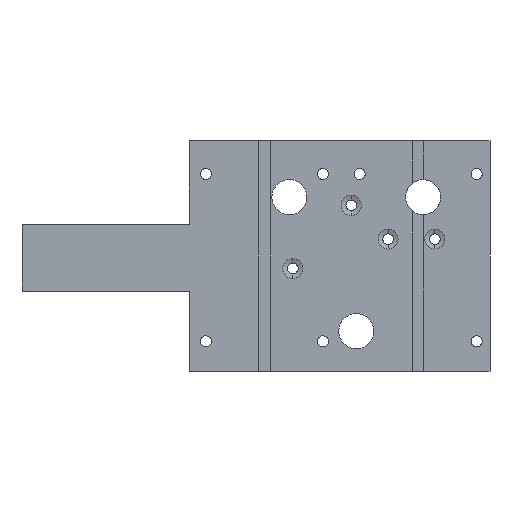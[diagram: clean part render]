
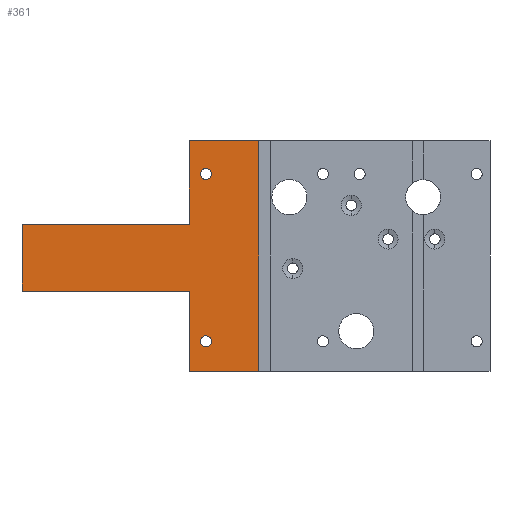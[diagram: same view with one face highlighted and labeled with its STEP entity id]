
A CAD part, front view. The second image highlights one B-rep face of the part: STEP entity #361.
In plain terms, the highlighted planar face has unit normal (0, -1, 0).
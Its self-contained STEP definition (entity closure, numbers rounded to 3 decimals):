
#70 = VERTEX_POINT ( 'NONE', #801 ) ;
#79 = CARTESIAN_POINT ( 'NONE',  ( -29.25, -14.5, 37. ) ) ;
#84 = EDGE_CURVE ( 'NONE', #2415, #3084, #779, .T. ) ;
#94 = FACE_OUTER_BOUND ( 'NONE', #579, .T. ) ;
#126 = VERTEX_POINT ( 'NONE', #2291 ) ;
#142 = EDGE_CURVE ( 'NONE', #70, #2525, #3871, .T. ) ;
#143 = CARTESIAN_POINT ( 'NONE',  ( -29.25, -14.5, -32. ) ) ;
#182 = CIRCLE ( 'NONE', #2887, 1.65 ) ;
#199 = DIRECTION ( 'NONE',  ( 0., 0., 1. ) ) ;
#230 = ORIENTED_EDGE ( 'NONE', *, *, #3543, .F. ) ;
#262 = DIRECTION ( 'NONE',  ( 0., 0., 1. ) ) ;
#343 = AXIS2_PLACEMENT_3D ( 'NONE', #3831, #3271, #3541 ) ;
#355 = PLANE ( 'NONE',  #503 ) ;
#361 = ADVANCED_FACE ( 'NONE', ( #94, #2477, #2156 ), #355, .T. ) ;
#374 = DIRECTION ( 'NONE',  ( 0., -1., 0. ) ) ;
#389 = DIRECTION ( 'NONE',  ( 1., 0., 0. ) ) ;
#444 = DIRECTION ( 'NONE',  ( 0., 0., 1. ) ) ;
#462 = EDGE_CURVE ( 'NONE', #3342, #3121, #182, .T. ) ;
#475 = CIRCLE ( 'NONE', #343, 1.65 ) ;
#503 = AXIS2_PLACEMENT_3D ( 'NONE', #3670, #374, #389 ) ;
#538 = DIRECTION ( 'NONE',  ( 0., 0., 1. ) ) ;
#579 = EDGE_LOOP ( 'NONE', ( #3341, #3344, #1966, #230, #2160, #3841, #1011, #3021 ) ) ;
#629 = LINE ( 'NONE', #2968, #1308 ) ;
#690 = EDGE_CURVE ( 'NONE', #70, #2906, #1118, .T. ) ;
#736 = CARTESIAN_POINT ( 'NONE',  ( -45., -14.5, 27. ) ) ;
#779 = LINE ( 'NONE', #3758, #1066 ) ;
#801 = CARTESIAN_POINT ( 'NONE',  ( -50., -14.5, -32. ) ) ;
#894 = DIRECTION ( 'NONE',  ( 0., 0., -1. ) ) ;
#1011 = ORIENTED_EDGE ( 'NONE', *, *, #142, .F. ) ;
#1066 = VECTOR ( 'NONE', #1143, 1000. ) ;
#1069 = DIRECTION ( 'NONE',  ( 0., 1., 0. ) ) ;
#1118 = LINE ( 'NONE', #2314, #1818 ) ;
#1143 = DIRECTION ( 'NONE',  ( 0., 0., 1. ) ) ;
#1176 = DIRECTION ( 'NONE',  ( 1., 0., 0. ) ) ;
#1197 = VECTOR ( 'NONE', #262, 1000. ) ;
#1208 = EDGE_LOOP ( 'NONE', ( #3739, #3590 ) ) ;
#1308 = VECTOR ( 'NONE', #2453, 1000. ) ;
#1310 = VECTOR ( 'NONE', #3779, 1000. ) ;
#1570 = LINE ( 'NONE', #2540, #1814 ) ;
#1654 = DIRECTION ( 'NONE',  ( 1., 0., 0. ) ) ;
#1661 = EDGE_CURVE ( 'NONE', #2760, #2106, #3606, .T. ) ;
#1736 = EDGE_CURVE ( 'NONE', #3121, #3342, #475, .T. ) ;
#1783 = CARTESIAN_POINT ( 'NONE',  ( -50., -14.5, -20. ) ) ;
#1814 = VECTOR ( 'NONE', #2197, 1000. ) ;
#1818 = VECTOR ( 'NONE', #1176, 1000. ) ;
#1865 = VERTEX_POINT ( 'NONE', #2989 ) ;
#1966 = ORIENTED_EDGE ( 'NONE', *, *, #3268, .F. ) ;
#1967 = ORIENTED_EDGE ( 'NONE', *, *, #2418, .T. ) ;
#2106 = VERTEX_POINT ( 'NONE', #2528 ) ;
#2125 = CARTESIAN_POINT ( 'NONE',  ( -45., -14.5, -21.35 ) ) ;
#2156 = FACE_BOUND ( 'NONE', #1208, .T. ) ;
#2160 = ORIENTED_EDGE ( 'NONE', *, *, #84, .F. ) ;
#2197 = DIRECTION ( 'NONE',  ( 1., 0., 0. ) ) ;
#2285 = LINE ( 'NONE', #3367, #3089 ) ;
#2291 = CARTESIAN_POINT ( 'NONE',  ( -50., -14.5, 37. ) ) ;
#2314 = CARTESIAN_POINT ( 'NONE',  ( -16., -14.5, -32. ) ) ;
#2315 = VECTOR ( 'NONE', #894, 1000. ) ;
#2318 = LINE ( 'NONE', #2922, #1310 ) ;
#2348 = EDGE_LOOP ( 'NONE', ( #2928, #1967 ) ) ;
#2361 = AXIS2_PLACEMENT_3D ( 'NONE', #3482, #1069, #538 ) ;
#2380 = LINE ( 'NONE', #3574, #2315 ) ;
#2409 = CARTESIAN_POINT ( 'NONE',  ( -45., -14.5, -23. ) ) ;
#2415 = VERTEX_POINT ( 'NONE', #3330 ) ;
#2418 = EDGE_CURVE ( 'NONE', #2106, #2760, #3181, .T. ) ;
#2429 = AXIS2_PLACEMENT_3D ( 'NONE', #2409, #2799, #444 ) ;
#2453 = DIRECTION ( 'NONE',  ( 0., 0., 1. ) ) ;
#2477 = FACE_BOUND ( 'NONE', #2348, .T. ) ;
#2525 = VERTEX_POINT ( 'NONE', #3806 ) ;
#2528 = CARTESIAN_POINT ( 'NONE',  ( -45., -14.5, -24.65 ) ) ;
#2540 = CARTESIAN_POINT ( 'NONE',  ( -100., -14.5, -8. ) ) ;
#2580 = CARTESIAN_POINT ( 'NONE',  ( -45., -14.5, 25.35 ) ) ;
#2703 = CARTESIAN_POINT ( 'NONE',  ( -45., -14.5, 28.65 ) ) ;
#2760 = VERTEX_POINT ( 'NONE', #2125 ) ;
#2799 = DIRECTION ( 'NONE',  ( 0., 1., 0. ) ) ;
#2802 = VERTEX_POINT ( 'NONE', #79 ) ;
#2850 = DIRECTION ( 'NONE',  ( 0., 1., 0. ) ) ;
#2887 = AXIS2_PLACEMENT_3D ( 'NONE', #736, #2850, #199 ) ;
#2906 = VERTEX_POINT ( 'NONE', #143 ) ;
#2922 = CARTESIAN_POINT ( 'NONE',  ( -100., -14.5, 12. ) ) ;
#2928 = ORIENTED_EDGE ( 'NONE', *, *, #1661, .T. ) ;
#2968 = CARTESIAN_POINT ( 'NONE',  ( -50., -14.5, -20. ) ) ;
#2989 = CARTESIAN_POINT ( 'NONE',  ( -50., -14.5, 12. ) ) ;
#3021 = ORIENTED_EDGE ( 'NONE', *, *, #690, .T. ) ;
#3084 = VERTEX_POINT ( 'NONE', #3133 ) ;
#3089 = VECTOR ( 'NONE', #1654, 1000. ) ;
#3121 = VERTEX_POINT ( 'NONE', #2580 ) ;
#3133 = CARTESIAN_POINT ( 'NONE',  ( -100., -14.5, 12. ) ) ;
#3181 = CIRCLE ( 'NONE', #2429, 1.65 ) ;
#3268 = EDGE_CURVE ( 'NONE', #1865, #126, #629, .T. ) ;
#3271 = DIRECTION ( 'NONE',  ( 0., 1., 0. ) ) ;
#3316 = EDGE_CURVE ( 'NONE', #2802, #2906, #2380, .T. ) ;
#3330 = CARTESIAN_POINT ( 'NONE',  ( -100., -14.5, -8. ) ) ;
#3341 = ORIENTED_EDGE ( 'NONE', *, *, #3316, .F. ) ;
#3342 = VERTEX_POINT ( 'NONE', #2703 ) ;
#3344 = ORIENTED_EDGE ( 'NONE', *, *, #3830, .F. ) ;
#3356 = EDGE_CURVE ( 'NONE', #2415, #2525, #1570, .T. ) ;
#3367 = CARTESIAN_POINT ( 'NONE',  ( 0., -14.5, 37. ) ) ;
#3482 = CARTESIAN_POINT ( 'NONE',  ( -45., -14.5, -23. ) ) ;
#3541 = DIRECTION ( 'NONE',  ( 0., 0., 1. ) ) ;
#3543 = EDGE_CURVE ( 'NONE', #3084, #1865, #2318, .T. ) ;
#3574 = CARTESIAN_POINT ( 'NONE',  ( -29.25, -14.5, 20.75 ) ) ;
#3590 = ORIENTED_EDGE ( 'NONE', *, *, #1736, .T. ) ;
#3606 = CIRCLE ( 'NONE', #2361, 1.65 ) ;
#3670 = CARTESIAN_POINT ( 'NONE',  ( 0., -14.5, 0. ) ) ;
#3739 = ORIENTED_EDGE ( 'NONE', *, *, #462, .T. ) ;
#3758 = CARTESIAN_POINT ( 'NONE',  ( -100., -14.5, -20. ) ) ;
#3779 = DIRECTION ( 'NONE',  ( 1., 0., 0. ) ) ;
#3806 = CARTESIAN_POINT ( 'NONE',  ( -50., -14.5, -8. ) ) ;
#3830 = EDGE_CURVE ( 'NONE', #126, #2802, #2285, .T. ) ;
#3831 = CARTESIAN_POINT ( 'NONE',  ( -45., -14.5, 27. ) ) ;
#3841 = ORIENTED_EDGE ( 'NONE', *, *, #3356, .T. ) ;
#3871 = LINE ( 'NONE', #1783, #1197 ) ;
